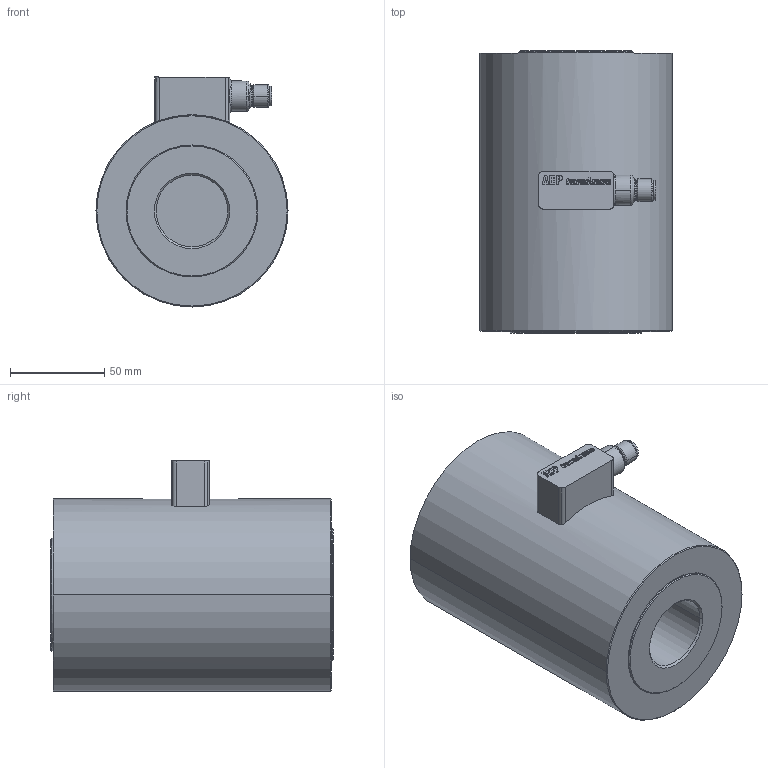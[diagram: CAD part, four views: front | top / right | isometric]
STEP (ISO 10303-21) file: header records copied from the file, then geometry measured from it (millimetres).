
FILE_DESCRIPTION(('STEP AP214'),'1');
FILE_NAME('CLB 300kN.stp','2015-05-18T07:24:05',(' '),(' '),'Spatial InterOp 3D',' ',' ');
FILE_SCHEMA(('automotive_design'));
Length unit declared in the file: metre
Products named in the file (1): Box
Bounding box: 102 x 150 x 122.08 mm (x, y, z)
Volume: 1149107.4 mm3; surface area: 154720.1 mm2
Topology: 1 solids, 4 shells, 293 faces, 732 edges, 481 vertices
Faces by surface type: plane 154, cylinder 61, extrusion 42, torus 18, cone 16, bspline 2
Entity records: 12045 total; most frequent: CARTESIAN_POINT 2710, ORIENTED_EDGE 1464, DIRECTION 1343, EDGE_CURVE 732, VECTOR 493, VERTEX_POINT 481, LINE 451, AXIS2_PLACEMENT_3D 425
